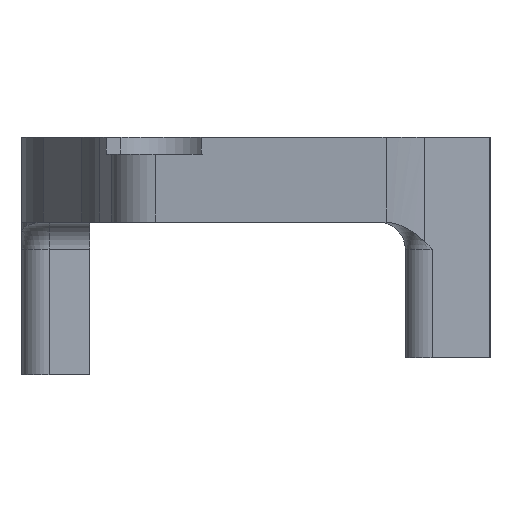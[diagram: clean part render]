
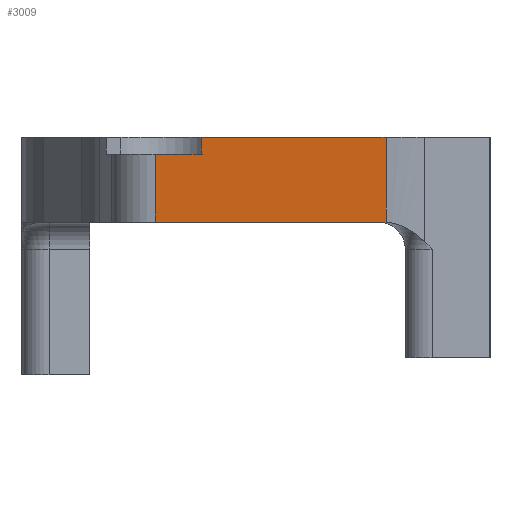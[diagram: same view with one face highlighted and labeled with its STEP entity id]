
A CAD part, left-side view. The second image highlights one B-rep face of the part: STEP entity #3009.
In plain terms, the highlighted planar face has unit normal (-0.994, 0.114, 0).
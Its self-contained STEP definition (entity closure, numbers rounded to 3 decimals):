
#543=B_SPLINE_CURVE_WITH_KNOTS('',3,(#4443,#4444,#4445,#4446),
 .UNSPECIFIED.,.F.,.F.,(4,4),(0.128,0.134),
 .UNSPECIFIED.);
#593=PLANE('',#3176);
#656=FACE_OUTER_BOUND('',#790,.T.);
#790=EDGE_LOOP('',(#2242,#2243,#2244,#2245,#2246,#2247,#2248));
#940=LINE('',#4396,#1164);
#942=LINE('',#4405,#1166);
#953=LINE('',#4439,#1177);
#954=LINE('',#4441,#1178);
#955=LINE('',#4448,#1179);
#956=LINE('',#4449,#1180);
#1164=VECTOR('',#3513,10.);
#1166=VECTOR('',#3525,10.);
#1177=VECTOR('',#3556,10.);
#1178=VECTOR('',#3557,10.);
#1179=VECTOR('',#3558,10.);
#1180=VECTOR('',#3559,10.);
#1588=VERTEX_POINT('',#4390);
#1590=VERTEX_POINT('',#4394);
#1592=VERTEX_POINT('',#4403);
#1605=VERTEX_POINT('',#4438);
#1606=VERTEX_POINT('',#4440);
#1607=VERTEX_POINT('',#4442);
#1608=VERTEX_POINT('',#4447);
#1836=EDGE_CURVE('',#1588,#1590,#940,.T.);
#1841=EDGE_CURVE('',#1590,#1592,#942,.T.);
#1857=EDGE_CURVE('',#1592,#1605,#953,.T.);
#1858=EDGE_CURVE('',#1606,#1605,#954,.T.);
#1859=EDGE_CURVE('',#1606,#1607,#543,.F.);
#1860=EDGE_CURVE('',#1608,#1607,#955,.T.);
#1861=EDGE_CURVE('',#1588,#1608,#956,.T.);
#2242=ORIENTED_EDGE('',*,*,#1836,.T.);
#2243=ORIENTED_EDGE('',*,*,#1841,.T.);
#2244=ORIENTED_EDGE('',*,*,#1857,.T.);
#2245=ORIENTED_EDGE('',*,*,#1858,.F.);
#2246=ORIENTED_EDGE('',*,*,#1859,.T.);
#2247=ORIENTED_EDGE('',*,*,#1860,.F.);
#2248=ORIENTED_EDGE('',*,*,#1861,.F.);
#3009=ADVANCED_FACE('',(#656),#593,.T.);
#3176=AXIS2_PLACEMENT_3D('',#4437,#3554,#3555);
#3513=DIRECTION('',(0.,0.,-1.));
#3525=DIRECTION('',(0.114,0.994,0.));
#3554=DIRECTION('center_axis',(-0.994,0.114,0.));
#3555=DIRECTION('ref_axis',(0.114,0.994,0.));
#3556=DIRECTION('',(0.,0.,-1.));
#3557=DIRECTION('',(0.114,0.994,0.));
#3558=DIRECTION('',(0.,0.,-1.));
#3559=DIRECTION('',(-0.114,-0.994,0.));
#4390=CARTESIAN_POINT('',(-23.312,-0.183,0.));
#4394=CARTESIAN_POINT('',(-23.312,-0.183,-0.5));
#4396=CARTESIAN_POINT('',(-23.312,-0.183,0.));
#4403=CARTESIAN_POINT('',(-23.157,1.17,-0.5));
#4405=CARTESIAN_POINT('',(-23.576,-2.491,-0.5));
#4437=CARTESIAN_POINT('Origin',(-24.,-6.2,0.));
#4438=CARTESIAN_POINT('',(-23.157,1.17,-2.5));
#4439=CARTESIAN_POINT('',(-23.157,1.17,0.));
#4440=CARTESIAN_POINT('',(-23.929,-5.576,-2.5));
#4441=CARTESIAN_POINT('',(-23.157,1.17,-2.5));
#4442=CARTESIAN_POINT('',(-23.935,-5.634,-2.501));
#4443=CARTESIAN_POINT('Ctrl Pts',(-23.935,-5.634,-2.501));
#4444=CARTESIAN_POINT('Ctrl Pts',(-23.933,-5.614,-2.5));
#4445=CARTESIAN_POINT('Ctrl Pts',(-23.931,-5.595,-2.5));
#4446=CARTESIAN_POINT('Ctrl Pts',(-23.929,-5.576,-2.5));
#4447=CARTESIAN_POINT('',(-23.935,-5.634,0.));
#4448=CARTESIAN_POINT('',(-23.935,-5.634,0.));
#4449=CARTESIAN_POINT('',(-23.157,1.17,0.));
